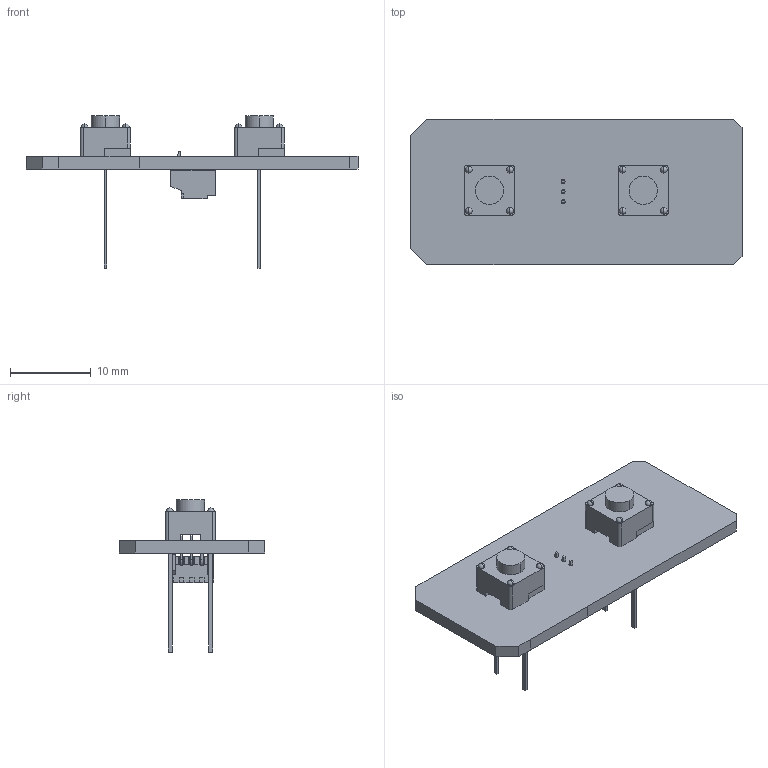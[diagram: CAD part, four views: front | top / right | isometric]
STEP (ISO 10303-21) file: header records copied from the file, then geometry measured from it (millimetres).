
FILE_DESCRIPTION(('KiCad electronic assembly'),'2;1');
FILE_NAME('Button.step','2023-03-25T14:41:27',('An Author'),('A Company' ),'Open CASCADE STEP processor 7.3','KiCad to STEP converter', 'Unknown');
FILE_SCHEMA(('AUTOMOTIVE_DESIGN { 1 0 10303 214 1 1 1 1 }'));
Length unit declared in the file: millimetre
Products named in the file (6): Open CASCADE STEP translator 7.3 1; 4-1437565-0; SOLID; 53048-0310; COMPOUND
Assembly tree (6 placements, depth 3):
  Open CASCADE STEP translator 7.3 1
    4-1437565-0  x2
      SOLID
    53048-0310
      COMPOUND
    COMPOUND
Bounding box: 41 x 18 x 18.78 mm (x, y, z)
Volume: 1503.4 mm3; surface area: 2318.4 mm2
Topology: 4 solids, 4 shells, 256 faces, 689 edges, 448 vertices
Faces by surface type: plane 194, bspline 24, cylinder 22, sphere 16
Full cylindrical faces by diameter (mm): 0.5 x3, 0.991 x4
Entity records: 14480 total; most frequent: CARTESIAN_POINT 3373, DIRECTION 1963, LINE 1429, VECTOR 1429, ORIENTED_EDGE 1102, PCURVE 1102, DEFINITIONAL_REPRESENTATION 1102, EDGE_CURVE 551
